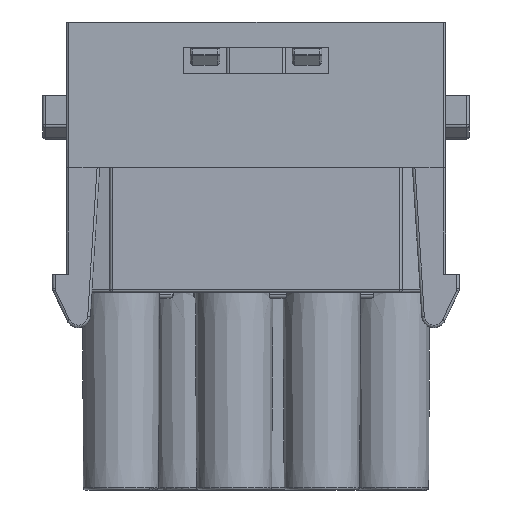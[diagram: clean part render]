
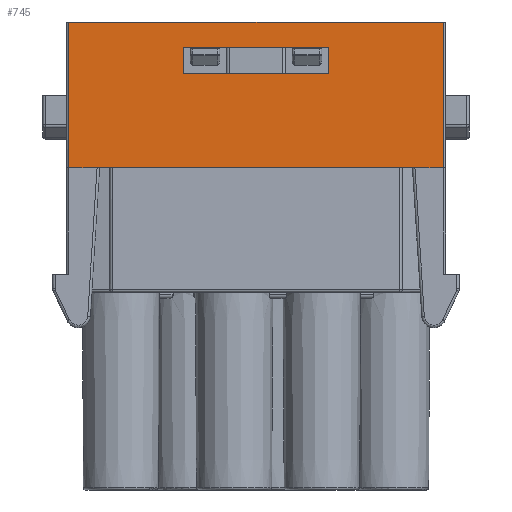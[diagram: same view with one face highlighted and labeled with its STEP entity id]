
A CAD part, front view. The second image highlights one B-rep face of the part: STEP entity #745.
In plain terms, the highlighted planar face has unit normal (0, -1, 0).
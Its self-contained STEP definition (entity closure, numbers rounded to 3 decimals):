
#238=FACE_BOUND('',#2240,.T.);
#239=FACE_BOUND('',#2241,.T.);
#489=PLANE('',#11528);
#745=ADVANCED_FACE('',(#238,#239),#489,.T.);
#2240=EDGE_LOOP('',(#4936,#4937,#4938,#4939,#4940,#4941,#4942,#4943));
#2241=EDGE_LOOP('',(#4944,#4945,#4946,#4947));
#3048=LINE('',#16081,#3771);
#3049=LINE('',#16084,#3772);
#3050=LINE('',#16086,#3773);
#3051=LINE('',#16088,#3774);
#3052=LINE('',#16090,#3775);
#3053=LINE('',#16092,#3776);
#3054=LINE('',#16094,#3777);
#3055=LINE('',#16096,#3778);
#3056=LINE('',#16097,#3779);
#3057=LINE('',#16100,#3780);
#3058=LINE('',#16102,#3781);
#3059=LINE('',#16104,#3782);
#3771=VECTOR('',#12875,1.);
#3772=VECTOR('',#12876,1.);
#3773=VECTOR('',#12877,1.);
#3774=VECTOR('',#12878,1.);
#3775=VECTOR('',#12879,1.);
#3776=VECTOR('',#12880,1.);
#3777=VECTOR('',#12881,1.);
#3778=VECTOR('',#12882,1.);
#3779=VECTOR('',#12883,1.);
#3780=VECTOR('',#12884,1.);
#3781=VECTOR('',#12885,1.);
#3782=VECTOR('',#12886,1.);
#4936=ORIENTED_EDGE('',*,*,#9415,.F.);
#4937=ORIENTED_EDGE('',*,*,#9416,.T.);
#4938=ORIENTED_EDGE('',*,*,#9417,.T.);
#4939=ORIENTED_EDGE('',*,*,#9418,.T.);
#4940=ORIENTED_EDGE('',*,*,#9419,.T.);
#4941=ORIENTED_EDGE('',*,*,#9420,.F.);
#4942=ORIENTED_EDGE('',*,*,#9421,.F.);
#4943=ORIENTED_EDGE('',*,*,#9422,.T.);
#4944=ORIENTED_EDGE('',*,*,#9423,.F.);
#4945=ORIENTED_EDGE('',*,*,#9424,.T.);
#4946=ORIENTED_EDGE('',*,*,#9425,.T.);
#4947=ORIENTED_EDGE('',*,*,#9426,.T.);
#8294=VERTEX_POINT('',#16082);
#8295=VERTEX_POINT('',#16083);
#8296=VERTEX_POINT('',#16085);
#8297=VERTEX_POINT('',#16087);
#8298=VERTEX_POINT('',#16089);
#8299=VERTEX_POINT('',#16091);
#8300=VERTEX_POINT('',#16093);
#8301=VERTEX_POINT('',#16095);
#8302=VERTEX_POINT('',#16098);
#8303=VERTEX_POINT('',#16099);
#8304=VERTEX_POINT('',#16101);
#8305=VERTEX_POINT('',#16103);
#9415=EDGE_CURVE('',#8294,#8295,#3048,.T.);
#9416=EDGE_CURVE('',#8294,#8296,#3049,.T.);
#9417=EDGE_CURVE('',#8296,#8297,#3050,.T.);
#9418=EDGE_CURVE('',#8297,#8298,#3051,.T.);
#9419=EDGE_CURVE('',#8298,#8299,#3052,.T.);
#9420=EDGE_CURVE('',#8300,#8299,#3053,.T.);
#9421=EDGE_CURVE('',#8301,#8300,#3054,.T.);
#9422=EDGE_CURVE('',#8301,#8295,#3055,.T.);
#9423=EDGE_CURVE('',#8302,#8303,#3056,.T.);
#9424=EDGE_CURVE('',#8302,#8304,#3057,.T.);
#9425=EDGE_CURVE('',#8304,#8305,#3058,.T.);
#9426=EDGE_CURVE('',#8305,#8303,#3059,.T.);
#11528=AXIS2_PLACEMENT_3D('',#16105,#12887,#12888);
#12875=DIRECTION('',(1.,0.,0.));
#12876=DIRECTION('',(0.,0.,-1.));
#12877=DIRECTION('',(1.,0.,0.));
#12878=DIRECTION('',(1.,0.,0.));
#12879=DIRECTION('',(1.,0.,0.));
#12880=DIRECTION('',(-1.,0.,0.));
#12881=DIRECTION('',(-1.,0.,0.));
#12882=DIRECTION('',(0.,0.,1.));
#12883=DIRECTION('',(0.,0.,1.));
#12884=DIRECTION('',(-1.,0.,0.));
#12885=DIRECTION('',(0.,0.,1.));
#12886=DIRECTION('',(1.,0.,0.));
#12887=DIRECTION('',(0.,-1.,0.));
#12888=DIRECTION('',(0.,0.,-1.));
#16081=CARTESIAN_POINT('',(-11.311,24.323,0.));
#16082=CARTESIAN_POINT('',(-11.111,24.323,0.));
#16083=CARTESIAN_POINT('',(18.789,24.323,0.));
#16084=CARTESIAN_POINT('',(-11.111,24.323,-11.65));
#16085=CARTESIAN_POINT('',(-11.111,24.323,-11.65));
#16086=CARTESIAN_POINT('',(3.839,24.323,-11.65));
#16087=CARTESIAN_POINT('',(-8.861,24.323,-11.65));
#16088=CARTESIAN_POINT('',(3.839,24.323,-11.65));
#16089=CARTESIAN_POINT('',(-7.636,24.323,-11.65));
#16090=CARTESIAN_POINT('',(3.839,24.323,-11.65));
#16091=CARTESIAN_POINT('',(15.314,24.323,-11.65));
#16092=CARTESIAN_POINT('',(-11.311,24.323,-11.65));
#16093=CARTESIAN_POINT('',(16.54,24.323,-11.65));
#16094=CARTESIAN_POINT('',(-11.311,24.323,-11.65));
#16095=CARTESIAN_POINT('',(18.789,24.323,-11.65));
#16096=CARTESIAN_POINT('',(18.789,24.323,-61.));
#16097=CARTESIAN_POINT('',(9.639,24.323,-61.));
#16098=CARTESIAN_POINT('',(9.639,24.323,-4.15));
#16099=CARTESIAN_POINT('',(9.639,24.323,-2.05));
#16100=CARTESIAN_POINT('',(-11.311,24.323,-4.15));
#16101=CARTESIAN_POINT('',(-1.961,24.323,-4.15));
#16102=CARTESIAN_POINT('',(-1.961,24.323,-61.));
#16103=CARTESIAN_POINT('',(-1.961,24.323,-2.05));
#16104=CARTESIAN_POINT('',(-11.311,24.323,-2.05));
#16105=CARTESIAN_POINT('',(-11.311,24.323,-61.));
